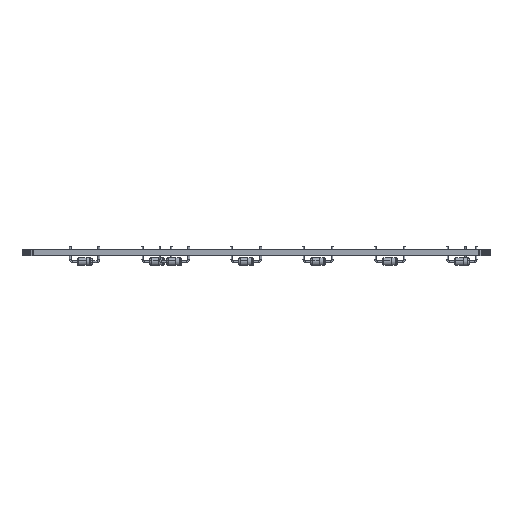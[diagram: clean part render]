
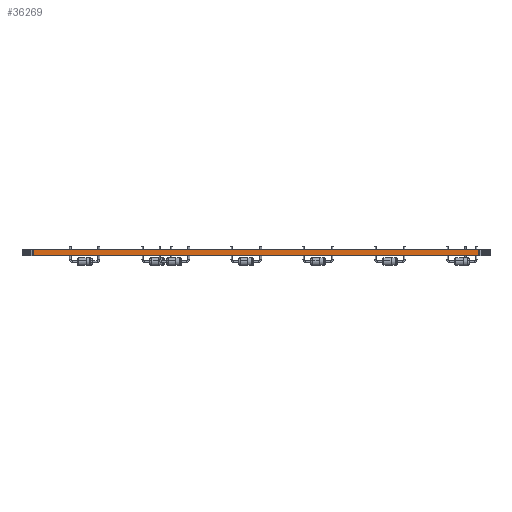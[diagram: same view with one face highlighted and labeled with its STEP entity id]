
A CAD part, left-side view. The second image highlights one B-rep face of the part: STEP entity #36269.
In plain terms, the highlighted planar face has unit normal (-1, 0, 0).
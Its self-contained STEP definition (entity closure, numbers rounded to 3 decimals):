
#1295 = PLANE('',#1296);
#1296 = AXIS2_PLACEMENT_3D('',#1297,#1298,#1299);
#1297 = CARTESIAN_POINT('',(-134.069,-43.654,1.6));
#1298 = DIRECTION('',(-0.,-0.,-1.));
#1299 = DIRECTION('',(-1.,0.,0.));
#1349 = PLANE('',#1350);
#1350 = AXIS2_PLACEMENT_3D('',#1351,#1352,#1353);
#1351 = CARTESIAN_POINT('',(-134.069,-43.654,0.));
#1352 = DIRECTION('',(-0.,-0.,-1.));
#1353 = DIRECTION('',(-1.,0.,0.));
#2634 = VERTEX_POINT('',#2635);
#2635 = CARTESIAN_POINT('',(-253.25,-102.685,0.));
#2649 = PLANE('',#2650);
#2650 = AXIS2_PLACEMENT_3D('',#2651,#2652,#2653);
#2651 = CARTESIAN_POINT('',(-253.231,-103.021,0.));
#2652 = DIRECTION('',(-0.998,-0.056,0.));
#2653 = DIRECTION('',(-0.056,0.998,0.));
#2661 = EDGE_CURVE('',#2634,#2662,#2664,.T.);
#2662 = VERTEX_POINT('',#2663);
#2663 = CARTESIAN_POINT('',(-253.25,15.378,0.));
#2664 = SURFACE_CURVE('',#2665,(#2669,#2676),.PCURVE_S1.);
#2665 = LINE('',#2666,#2667);
#2666 = CARTESIAN_POINT('',(-253.25,-102.685,0.));
#2667 = VECTOR('',#2668,1.);
#2668 = DIRECTION('',(0.,1.,0.));
#2669 = PCURVE('',#1349,#2670);
#2670 = DEFINITIONAL_REPRESENTATION('',(#2671),#2675);
#2671 = LINE('',#2672,#2673);
#2672 = CARTESIAN_POINT('',(119.181,-59.031));
#2673 = VECTOR('',#2674,1.);
#2674 = DIRECTION('',(0.,1.));
#2675 = ( GEOMETRIC_REPRESENTATION_CONTEXT(2) 
PARAMETRIC_REPRESENTATION_CONTEXT() REPRESENTATION_CONTEXT('2D SPACE',''
  ) );
#2676 = PCURVE('',#2677,#2682);
#2677 = PLANE('',#2678);
#2678 = AXIS2_PLACEMENT_3D('',#2679,#2680,#2681);
#2679 = CARTESIAN_POINT('',(-253.25,-102.685,0.));
#2680 = DIRECTION('',(-1.,0.,0.));
#2681 = DIRECTION('',(0.,1.,0.));
#2682 = DEFINITIONAL_REPRESENTATION('',(#2683),#2687);
#2683 = LINE('',#2684,#2685);
#2684 = CARTESIAN_POINT('',(0.,0.));
#2685 = VECTOR('',#2686,1.);
#2686 = DIRECTION('',(1.,0.));
#2687 = ( GEOMETRIC_REPRESENTATION_CONTEXT(2) 
PARAMETRIC_REPRESENTATION_CONTEXT() REPRESENTATION_CONTEXT('2D SPACE',''
  ) );
#2705 = PLANE('',#2706);
#2706 = AXIS2_PLACEMENT_3D('',#2707,#2708,#2709);
#2707 = CARTESIAN_POINT('',(-253.25,15.378,0.));
#2708 = DIRECTION('',(-0.998,0.056,0.));
#2709 = DIRECTION('',(0.056,0.998,0.));
#20795 = VERTEX_POINT('',#20796);
#20796 = CARTESIAN_POINT('',(-253.25,-102.685,1.6));
#20817 = EDGE_CURVE('',#20795,#20818,#20820,.T.);
#20818 = VERTEX_POINT('',#20819);
#20819 = CARTESIAN_POINT('',(-253.25,15.378,1.6));
#20820 = SURFACE_CURVE('',#20821,(#20825,#20832),.PCURVE_S1.);
#20821 = LINE('',#20822,#20823);
#20822 = CARTESIAN_POINT('',(-253.25,-102.685,1.6));
#20823 = VECTOR('',#20824,1.);
#20824 = DIRECTION('',(0.,1.,0.));
#20825 = PCURVE('',#1295,#20826);
#20826 = DEFINITIONAL_REPRESENTATION('',(#20827),#20831);
#20827 = LINE('',#20828,#20829);
#20828 = CARTESIAN_POINT('',(119.181,-59.031));
#20829 = VECTOR('',#20830,1.);
#20830 = DIRECTION('',(0.,1.));
#20831 = ( GEOMETRIC_REPRESENTATION_CONTEXT(2) 
PARAMETRIC_REPRESENTATION_CONTEXT() REPRESENTATION_CONTEXT('2D SPACE',''
  ) );
#20832 = PCURVE('',#2677,#20833);
#20833 = DEFINITIONAL_REPRESENTATION('',(#20834),#20838);
#20834 = LINE('',#20835,#20836);
#20835 = CARTESIAN_POINT('',(0.,-1.6));
#20836 = VECTOR('',#20837,1.);
#20837 = DIRECTION('',(1.,0.));
#20838 = ( GEOMETRIC_REPRESENTATION_CONTEXT(2) 
PARAMETRIC_REPRESENTATION_CONTEXT() REPRESENTATION_CONTEXT('2D SPACE',''
  ) );
#36219 = EDGE_CURVE('',#2662,#20818,#36220,.T.);
#36220 = SURFACE_CURVE('',#36221,(#36225,#36232),.PCURVE_S1.);
#36221 = LINE('',#36222,#36223);
#36222 = CARTESIAN_POINT('',(-253.25,15.378,0.));
#36223 = VECTOR('',#36224,1.);
#36224 = DIRECTION('',(0.,0.,1.));
#36225 = PCURVE('',#2705,#36226);
#36226 = DEFINITIONAL_REPRESENTATION('',(#36227),#36231);
#36227 = LINE('',#36228,#36229);
#36228 = CARTESIAN_POINT('',(0.,0.));
#36229 = VECTOR('',#36230,1.);
#36230 = DIRECTION('',(0.,-1.));
#36231 = ( GEOMETRIC_REPRESENTATION_CONTEXT(2) 
PARAMETRIC_REPRESENTATION_CONTEXT() REPRESENTATION_CONTEXT('2D SPACE',''
  ) );
#36232 = PCURVE('',#2677,#36233);
#36233 = DEFINITIONAL_REPRESENTATION('',(#36234),#36238);
#36234 = LINE('',#36235,#36236);
#36235 = CARTESIAN_POINT('',(118.063,0.));
#36236 = VECTOR('',#36237,1.);
#36237 = DIRECTION('',(0.,-1.));
#36238 = ( GEOMETRIC_REPRESENTATION_CONTEXT(2) 
PARAMETRIC_REPRESENTATION_CONTEXT() REPRESENTATION_CONTEXT('2D SPACE',''
  ) );
#36269 = ADVANCED_FACE('',(#36270),#2677,.T.);
#36270 = FACE_BOUND('',#36271,.T.);
#36271 = EDGE_LOOP('',(#36272,#36293,#36294,#36295));
#36272 = ORIENTED_EDGE('',*,*,#36273,.T.);
#36273 = EDGE_CURVE('',#2634,#20795,#36274,.T.);
#36274 = SURFACE_CURVE('',#36275,(#36279,#36286),.PCURVE_S1.);
#36275 = LINE('',#36276,#36277);
#36276 = CARTESIAN_POINT('',(-253.25,-102.685,0.));
#36277 = VECTOR('',#36278,1.);
#36278 = DIRECTION('',(0.,0.,1.));
#36279 = PCURVE('',#2677,#36280);
#36280 = DEFINITIONAL_REPRESENTATION('',(#36281),#36285);
#36281 = LINE('',#36282,#36283);
#36282 = CARTESIAN_POINT('',(0.,0.));
#36283 = VECTOR('',#36284,1.);
#36284 = DIRECTION('',(0.,-1.));
#36285 = ( GEOMETRIC_REPRESENTATION_CONTEXT(2) 
PARAMETRIC_REPRESENTATION_CONTEXT() REPRESENTATION_CONTEXT('2D SPACE',''
  ) );
#36286 = PCURVE('',#2649,#36287);
#36287 = DEFINITIONAL_REPRESENTATION('',(#36288),#36292);
#36288 = LINE('',#36289,#36290);
#36289 = CARTESIAN_POINT('',(0.336,0.));
#36290 = VECTOR('',#36291,1.);
#36291 = DIRECTION('',(0.,-1.));
#36292 = ( GEOMETRIC_REPRESENTATION_CONTEXT(2) 
PARAMETRIC_REPRESENTATION_CONTEXT() REPRESENTATION_CONTEXT('2D SPACE',''
  ) );
#36293 = ORIENTED_EDGE('',*,*,#20817,.T.);
#36294 = ORIENTED_EDGE('',*,*,#36219,.F.);
#36295 = ORIENTED_EDGE('',*,*,#2661,.F.);
